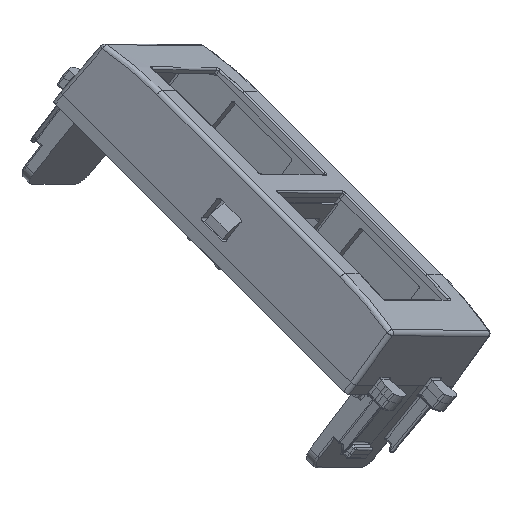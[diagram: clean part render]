
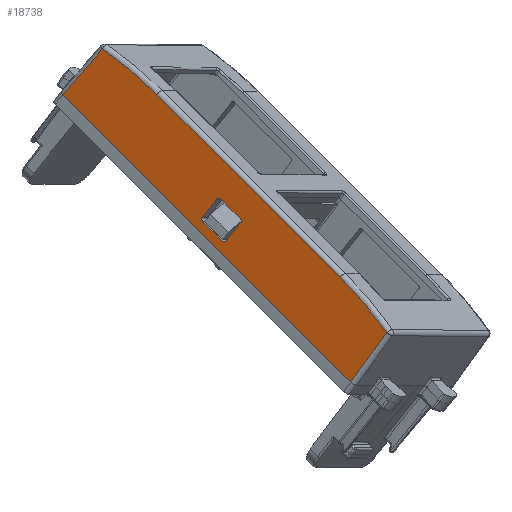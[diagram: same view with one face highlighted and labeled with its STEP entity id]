
A CAD part, isometric view. The second image highlights one B-rep face of the part: STEP entity #18738.
In plain terms, the highlighted face is planar.
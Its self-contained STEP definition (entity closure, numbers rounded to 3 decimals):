
#18080=CARTESIAN_POINT('Vertex',(21.95,-11.175,1.275)) ;
#18363=CARTESIAN_POINT('Vertex',(-21.95,-11.175,1.275)) ;
#18371=CARTESIAN_POINT('Line Origine',(0.,-11.175,1.275)) ;
#18620=CARTESIAN_POINT('Axis2P3D Location',(0.,-11.175,1.275)) ;
#18626=CARTESIAN_POINT('Control Point',(-21.95,-11.175,1.275)) ;
#18627=CARTESIAN_POINT('Control Point',(-21.669,-11.119,7.708)) ;
#18628=CARTESIAN_POINT('Vertex',(-21.669,-11.119,7.708)) ;
#18632=CARTESIAN_POINT('Control Point',(21.95,-11.175,1.275)) ;
#18633=CARTESIAN_POINT('Control Point',(21.669,-11.119,7.708)) ;
#18634=CARTESIAN_POINT('Vertex',(21.669,-11.119,7.708)) ;
#18638=CARTESIAN_POINT('Control Point',(13.969,-11.113,8.379)) ;
#18639=CARTESIAN_POINT('Control Point',(16.549,-11.113,8.379)) ;
#18640=CARTESIAN_POINT('Control Point',(19.128,-11.115,8.155)) ;
#18641=CARTESIAN_POINT('Control Point',(21.669,-11.119,7.708)) ;
#18642=CARTESIAN_POINT('Vertex',(13.969,-11.113,8.379)) ;
#18645=CARTESIAN_POINT('Line Origine',(0.,-11.113,8.379)) ;
#18649=CARTESIAN_POINT('Vertex',(-13.969,-11.113,8.379)) ;
#18653=CARTESIAN_POINT('Control Point',(-21.669,-11.119,7.708)) ;
#18654=CARTESIAN_POINT('Control Point',(-19.128,-11.115,8.155)) ;
#18655=CARTESIAN_POINT('Control Point',(-16.549,-11.113,8.379)) ;
#18656=CARTESIAN_POINT('Control Point',(-13.969,-11.113,8.379)) ;
#18667=CARTESIAN_POINT('Control Point',(1.823,-11.143,4.973)) ;
#18668=CARTESIAN_POINT('Control Point',(1.823,-11.142,5.09)) ;
#18669=CARTESIAN_POINT('Control Point',(1.76,-11.141,5.21)) ;
#18670=CARTESIAN_POINT('Control Point',(1.64,-11.14,5.273)) ;
#18671=CARTESIAN_POINT('Control Point',(1.523,-11.14,5.273)) ;
#18672=CARTESIAN_POINT('Vertex',(1.823,-11.143,4.973)) ;
#18674=CARTESIAN_POINT('Vertex',(1.523,-11.14,5.273)) ;
#18678=CARTESIAN_POINT('Control Point',(1.823,-11.143,4.973)) ;
#18679=CARTESIAN_POINT('Control Point',(1.822,-11.164,2.528)) ;
#18680=CARTESIAN_POINT('Vertex',(1.822,-11.164,2.528)) ;
#18684=CARTESIAN_POINT('Control Point',(1.522,-11.167,2.228)) ;
#18685=CARTESIAN_POINT('Control Point',(1.64,-11.167,2.228)) ;
#18686=CARTESIAN_POINT('Control Point',(1.76,-11.166,2.29)) ;
#18687=CARTESIAN_POINT('Control Point',(1.822,-11.165,2.41)) ;
#18688=CARTESIAN_POINT('Control Point',(1.822,-11.164,2.528)) ;
#18689=CARTESIAN_POINT('Vertex',(1.522,-11.167,2.228)) ;
#18692=CARTESIAN_POINT('Line Origine',(0.,-11.167,2.228)) ;
#18696=CARTESIAN_POINT('Vertex',(-1.522,-11.167,2.228)) ;
#18700=CARTESIAN_POINT('Control Point',(-1.522,-11.167,2.228)) ;
#18701=CARTESIAN_POINT('Control Point',(-1.64,-11.167,2.228)) ;
#18702=CARTESIAN_POINT('Control Point',(-1.76,-11.166,2.29)) ;
#18703=CARTESIAN_POINT('Control Point',(-1.822,-11.165,2.41)) ;
#18704=CARTESIAN_POINT('Control Point',(-1.822,-11.164,2.528)) ;
#18705=CARTESIAN_POINT('Vertex',(-1.822,-11.164,2.528)) ;
#18709=CARTESIAN_POINT('Control Point',(-1.823,-11.143,4.973)) ;
#18710=CARTESIAN_POINT('Control Point',(-1.822,-11.164,2.528)) ;
#18711=CARTESIAN_POINT('Vertex',(-1.823,-11.143,4.973)) ;
#18715=CARTESIAN_POINT('Control Point',(-1.823,-11.143,4.973)) ;
#18716=CARTESIAN_POINT('Control Point',(-1.823,-11.142,5.09)) ;
#18717=CARTESIAN_POINT('Control Point',(-1.76,-11.141,5.21)) ;
#18718=CARTESIAN_POINT('Control Point',(-1.64,-11.14,5.273)) ;
#18719=CARTESIAN_POINT('Control Point',(-1.523,-11.14,5.273)) ;
#18720=CARTESIAN_POINT('Vertex',(-1.523,-11.14,5.273)) ;
#18723=CARTESIAN_POINT('Line Origine',(0.,-11.14,5.273)) ;
#18372=DIRECTION('Vector Direction',(-1.,0.,0.)) ;
#18621=DIRECTION('Axis2P3D Direction',(0.,-1.,0.009)) ;
#18622=DIRECTION('Axis2P3D XDirection',(-1.,0.,0.)) ;
#18646=DIRECTION('Vector Direction',(-1.,0.,0.)) ;
#18693=DIRECTION('Vector Direction',(-1.,0.,0.)) ;
#18724=DIRECTION('Vector Direction',(-1.,0.,0.)) ;
#18623=AXIS2_PLACEMENT_3D('Plane Axis2P3D',#18620,#18621,#18622) ;
#18659=ORIENTED_EDGE('',*,*,#18630,.F.) ;
#18660=ORIENTED_EDGE('',*,*,#18375,.F.) ;
#18661=ORIENTED_EDGE('',*,*,#18636,.F.) ;
#18662=ORIENTED_EDGE('',*,*,#18644,.T.) ;
#18663=ORIENTED_EDGE('',*,*,#18651,.T.) ;
#18664=ORIENTED_EDGE('',*,*,#18657,.T.) ;
#18729=ORIENTED_EDGE('',*,*,#18676,.F.) ;
#18730=ORIENTED_EDGE('',*,*,#18682,.T.) ;
#18731=ORIENTED_EDGE('',*,*,#18691,.F.) ;
#18732=ORIENTED_EDGE('',*,*,#18698,.T.) ;
#18733=ORIENTED_EDGE('',*,*,#18707,.T.) ;
#18734=ORIENTED_EDGE('',*,*,#18713,.F.) ;
#18735=ORIENTED_EDGE('',*,*,#18722,.T.) ;
#18736=ORIENTED_EDGE('',*,*,#18727,.F.) ;
#18737=FACE_BOUND('',#18728,.T.) ;
#18373=VECTOR('Line Direction',#18372,1.) ;
#18647=VECTOR('Line Direction',#18646,1.) ;
#18694=VECTOR('Line Direction',#18693,1.) ;
#18725=VECTOR('Line Direction',#18724,1.) ;
#18738=ADVANCED_FACE('PartBody',(#18665,#18737),#18624,.T.) ;
#18625=B_SPLINE_CURVE_WITH_KNOTS('',1,(#18626,#18627),.UNSPECIFIED.,.F.,.U.,(2,2),(-3.898,2.542),.UNSPECIFIED.) ;
#18631=B_SPLINE_CURVE_WITH_KNOTS('',1,(#18632,#18633),.UNSPECIFIED.,.F.,.U.,(2,2),(-3.898,2.542),.UNSPECIFIED.) ;
#18637=B_SPLINE_CURVE_WITH_KNOTS('',3,(#18638,#18639,#18640,#18641),.UNSPECIFIED.,.F.,.U.,(4,4),(40.147,51.153),.UNSPECIFIED.) ;
#18652=B_SPLINE_CURVE_WITH_KNOTS('',3,(#18653,#18654,#18655,#18656),.UNSPECIFIED.,.F.,.U.,(4,4),(13.434,24.439),.UNSPECIFIED.) ;
#18666=B_SPLINE_CURVE_WITH_KNOTS('',4,(#18667,#18668,#18669,#18670,#18671),.UNSPECIFIED.,.F.,.U.,(5,5),(0.,0.665),.UNSPECIFIED.) ;
#18677=B_SPLINE_CURVE_WITH_KNOTS('',1,(#18678,#18679),.UNSPECIFIED.,.F.,.U.,(2,2),(-1.244,1.201),.UNSPECIFIED.) ;
#18683=B_SPLINE_CURVE_WITH_KNOTS('',4,(#18684,#18685,#18686,#18687,#18688),.UNSPECIFIED.,.F.,.U.,(5,5),(0.,0.665),.UNSPECIFIED.) ;
#18699=B_SPLINE_CURVE_WITH_KNOTS('',4,(#18700,#18701,#18702,#18703,#18704),.UNSPECIFIED.,.F.,.U.,(5,5),(0.,0.665),.UNSPECIFIED.) ;
#18708=B_SPLINE_CURVE_WITH_KNOTS('',1,(#18709,#18710),.UNSPECIFIED.,.F.,.U.,(2,2),(-1.244,1.201),.UNSPECIFIED.) ;
#18714=B_SPLINE_CURVE_WITH_KNOTS('',4,(#18715,#18716,#18717,#18718,#18719),.UNSPECIFIED.,.F.,.U.,(5,5),(0.,0.665),.UNSPECIFIED.) ;
#18375=EDGE_CURVE('',#18081,#18364,#18374,.T.) ;
#18630=EDGE_CURVE('',#18364,#18629,#18625,.T.) ;
#18636=EDGE_CURVE('',#18635,#18081,#18631,.F.) ;
#18644=EDGE_CURVE('',#18635,#18643,#18637,.F.) ;
#18651=EDGE_CURVE('',#18643,#18650,#18648,.T.) ;
#18657=EDGE_CURVE('',#18650,#18629,#18652,.F.) ;
#18676=EDGE_CURVE('',#18673,#18675,#18666,.T.) ;
#18682=EDGE_CURVE('',#18673,#18681,#18677,.T.) ;
#18691=EDGE_CURVE('',#18690,#18681,#18683,.T.) ;
#18698=EDGE_CURVE('',#18690,#18697,#18695,.T.) ;
#18707=EDGE_CURVE('',#18697,#18706,#18699,.T.) ;
#18713=EDGE_CURVE('',#18712,#18706,#18708,.T.) ;
#18722=EDGE_CURVE('',#18712,#18721,#18714,.T.) ;
#18727=EDGE_CURVE('',#18675,#18721,#18726,.T.) ;
#18658=EDGE_LOOP('',(#18659,#18660,#18661,#18662,#18663,#18664)) ;
#18728=EDGE_LOOP('',(#18729,#18730,#18731,#18732,#18733,#18734,#18735,#18736)) ;
#18665=FACE_OUTER_BOUND('',#18658,.T.) ;
#18374=LINE('Line',#18371,#18373) ;
#18648=LINE('Line',#18645,#18647) ;
#18695=LINE('Line',#18692,#18694) ;
#18726=LINE('Line',#18723,#18725) ;
#18624=PLANE('',#18623) ;
#18081=VERTEX_POINT('',#18080) ;
#18364=VERTEX_POINT('',#18363) ;
#18629=VERTEX_POINT('',#18628) ;
#18635=VERTEX_POINT('',#18634) ;
#18643=VERTEX_POINT('',#18642) ;
#18650=VERTEX_POINT('',#18649) ;
#18673=VERTEX_POINT('',#18672) ;
#18675=VERTEX_POINT('',#18674) ;
#18681=VERTEX_POINT('',#18680) ;
#18690=VERTEX_POINT('',#18689) ;
#18697=VERTEX_POINT('',#18696) ;
#18706=VERTEX_POINT('',#18705) ;
#18712=VERTEX_POINT('',#18711) ;
#18721=VERTEX_POINT('',#18720) ;
